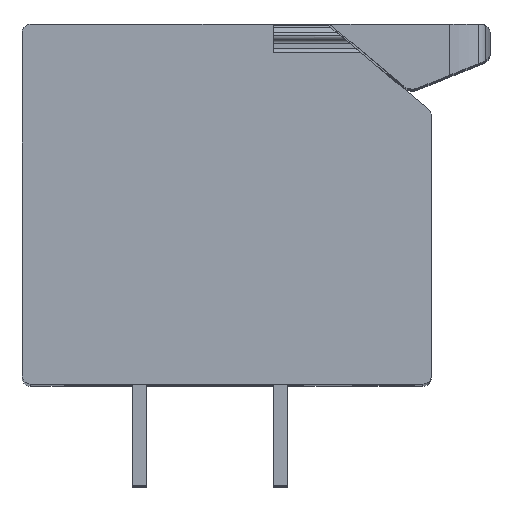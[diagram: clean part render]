
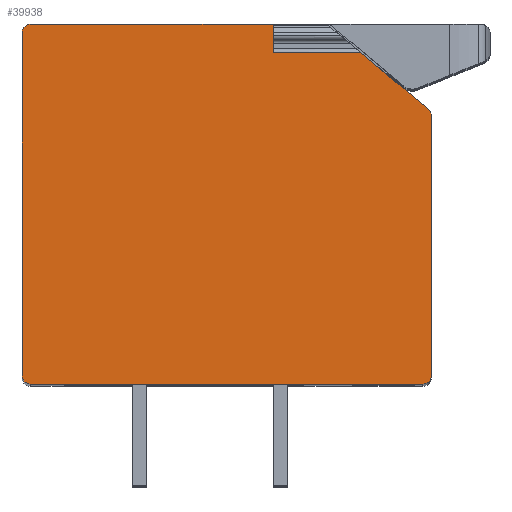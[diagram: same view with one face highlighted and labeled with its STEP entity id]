
A CAD part, top view. The second image highlights one B-rep face of the part: STEP entity #39938.
In plain terms, the highlighted planar face has unit normal (0, 0, 1).
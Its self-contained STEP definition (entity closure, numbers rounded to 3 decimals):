
#318=CIRCLE('',#41980,0.3);
#319=CIRCLE('',#41983,0.3);
#320=CIRCLE('',#41985,0.3);
#333=CIRCLE('',#42000,0.3);
#2101=LINE('',#54453,#5244);
#2392=LINE('',#55306,#5535);
#2425=LINE('',#55422,#5568);
#2429=LINE('',#55436,#5572);
#2665=LINE('',#56105,#5808);
#2762=LINE('',#56299,#5905);
#2770=LINE('',#56320,#5913);
#2824=LINE('',#56441,#5967);
#2825=LINE('',#56443,#5968);
#2826=LINE('',#56445,#5969);
#2827=LINE('',#56446,#5970);
#5244=VECTOR('',#45079,1000.);
#5535=VECTOR('',#45712,1000.);
#5568=VECTOR('',#45797,1000.);
#5572=VECTOR('',#45807,1000.);
#5808=VECTOR('',#46245,1000.);
#5905=VECTOR('',#46348,1000.);
#5913=VECTOR('',#46368,1000.);
#5967=VECTOR('',#46450,1000.);
#5968=VECTOR('',#46451,1000.);
#5969=VECTOR('',#46452,1000.);
#5970=VECTOR('',#46453,1000.);
#9759=ORIENTED_EDGE('',*,*,#18504,.F.);
#9760=ORIENTED_EDGE('',*,*,#18505,.T.);
#9761=ORIENTED_EDGE('',*,*,#18506,.T.);
#9762=ORIENTED_EDGE('',*,*,#17986,.T.);
#9763=ORIENTED_EDGE('',*,*,#18507,.F.);
#9764=ORIENTED_EDGE('',*,*,#17929,.T.);
#9765=ORIENTED_EDGE('',*,*,#18438,.T.);
#9766=ORIENTED_EDGE('',*,*,#18503,.T.);
#9767=ORIENTED_EDGE('',*,*,#18329,.T.);
#9768=ORIENTED_EDGE('',*,*,#18331,.T.);
#9769=ORIENTED_EDGE('',*,*,#18427,.T.);
#9770=ORIENTED_EDGE('',*,*,#18428,.T.);
#9771=ORIENTED_EDGE('',*,*,#17514,.T.);
#9772=ORIENTED_EDGE('',*,*,#18429,.T.);
#9773=ORIENTED_EDGE('',*,*,#17993,.T.);
#17514=EDGE_CURVE('',#21878,#21877,#2101,.T.);
#17929=EDGE_CURVE('',#22269,#22268,#2392,.T.);
#17986=EDGE_CURVE('',#22326,#22325,#2425,.T.);
#17993=EDGE_CURVE('',#22333,#22332,#2429,.T.);
#18329=EDGE_CURVE('',#22659,#22664,#2665,.T.);
#18331=EDGE_CURVE('',#22664,#22665,#318,.T.);
#18427=EDGE_CURVE('',#22665,#22758,#2762,.T.);
#18428=EDGE_CURVE('',#22758,#21878,#319,.T.);
#18429=EDGE_CURVE('',#21877,#22333,#320,.T.);
#18438=EDGE_CURVE('',#22268,#22765,#2770,.T.);
#18503=EDGE_CURVE('',#22765,#22659,#333,.T.);
#18504=EDGE_CURVE('',#22819,#22332,#2824,.T.);
#18505=EDGE_CURVE('',#22819,#22820,#2825,.T.);
#18506=EDGE_CURVE('',#22820,#22326,#2826,.T.);
#18507=EDGE_CURVE('',#22269,#22325,#2827,.T.);
#21877=VERTEX_POINT('',#54452);
#21878=VERTEX_POINT('',#54454);
#22268=VERTEX_POINT('',#55305);
#22269=VERTEX_POINT('',#55307);
#22325=VERTEX_POINT('',#55421);
#22326=VERTEX_POINT('',#55423);
#22332=VERTEX_POINT('',#55435);
#22333=VERTEX_POINT('',#55437);
#22659=VERTEX_POINT('',#56092);
#22664=VERTEX_POINT('',#56104);
#22665=VERTEX_POINT('',#56108);
#22758=VERTEX_POINT('',#56298);
#22765=VERTEX_POINT('',#56319);
#22819=VERTEX_POINT('',#56442);
#22820=VERTEX_POINT('',#56444);
#24555=EDGE_LOOP('',(#9759,#9760,#9761,#9762,#9763,#9764,#9765,#9766,#9767,
#9768,#9769,#9770,#9771,#9772,#9773));
#26234=FACE_BOUND('',#24555,.T.);
#27830=PLANE('',#42001);
#39938=ADVANCED_FACE('',(#26234),#27830,.T.);
#41980=AXIS2_PLACEMENT_3D('',#56109,#46249,#46250);
#41983=AXIS2_PLACEMENT_3D('',#56301,#46351,#46352);
#41985=AXIS2_PLACEMENT_3D('',#56303,#46355,#46356);
#42000=AXIS2_PLACEMENT_3D('',#56439,#46446,#46447);
#42001=AXIS2_PLACEMENT_3D('',#56440,#46448,#46449);
#45079=DIRECTION('',(0.,1.,0.));
#45712=DIRECTION('',(0.,1.,0.));
#45797=DIRECTION('',(-0.766,0.643,0.));
#45807=DIRECTION('',(-0.766,0.643,0.));
#46245=DIRECTION('',(0.,-1.,0.));
#46249=DIRECTION('',(0.,0.,1.));
#46250=DIRECTION('',(1.,0.,0.));
#46348=DIRECTION('',(1.,0.,0.));
#46351=DIRECTION('',(0.,0.,1.));
#46352=DIRECTION('',(1.,0.,0.));
#46355=DIRECTION('',(0.,0.,1.));
#46356=DIRECTION('',(1.,0.,0.));
#46368=DIRECTION('',(-1.,0.,0.));
#46446=DIRECTION('',(0.,0.,1.));
#46447=DIRECTION('',(1.,0.,0.));
#46448=DIRECTION('',(0.,0.,1.));
#46449=DIRECTION('',(1.,0.,0.));
#46450=DIRECTION('',(1.,0.,0.));
#46451=DIRECTION('',(0.,1.,0.));
#46452=DIRECTION('',(1.,0.,0.));
#46453=DIRECTION('',(1.,0.,0.));
#54452=CARTESIAN_POINT('',(5.35,9.51,42.));
#54453=CARTESIAN_POINT('',(5.35,0.3,42.));
#54454=CARTESIAN_POINT('',(5.35,0.3,42.));
#55305=CARTESIAN_POINT('',(-0.25,12.75,42.));
#55306=CARTESIAN_POINT('',(-0.25,0.3,42.));
#55307=CARTESIAN_POINT('',(-0.25,12.346,42.));
#55421=CARTESIAN_POINT('',(2.137,12.346,42.));
#55422=CARTESIAN_POINT('',(5.243,9.74,42.));
#55423=CARTESIAN_POINT('',(2.141,12.343,42.));
#55435=CARTESIAN_POINT('',(2.847,11.75,42.));
#55436=CARTESIAN_POINT('',(5.243,9.74,42.));
#55437=CARTESIAN_POINT('',(5.243,9.74,42.));
#56092=CARTESIAN_POINT('',(-9.15,12.45,42.));
#56104=CARTESIAN_POINT('',(-9.15,0.3,42.));
#56105=CARTESIAN_POINT('',(-9.15,12.45,42.));
#56108=CARTESIAN_POINT('',(-8.85,0.,42.));
#56109=CARTESIAN_POINT('',(-8.85,0.3,42.));
#56298=CARTESIAN_POINT('',(5.05,0.,42.));
#56299=CARTESIAN_POINT('',(-8.85,0.,42.));
#56301=CARTESIAN_POINT('',(5.05,0.3,42.));
#56303=CARTESIAN_POINT('',(5.05,9.51,42.));
#56319=CARTESIAN_POINT('',(-8.85,12.75,42.));
#56320=CARTESIAN_POINT('',(1.656,12.75,42.));
#56439=CARTESIAN_POINT('',(-8.85,12.45,42.));
#56440=CARTESIAN_POINT('',(-8.85,0.3,42.));
#56441=CARTESIAN_POINT('',(-8.85,11.75,42.));
#56442=CARTESIAN_POINT('',(-0.25,11.75,42.));
#56443=CARTESIAN_POINT('',(-0.25,0.3,42.));
#56444=CARTESIAN_POINT('',(-0.25,12.343,42.));
#56445=CARTESIAN_POINT('',(-0.25,12.343,42.));
#56446=CARTESIAN_POINT('',(-0.25,12.346,42.));
